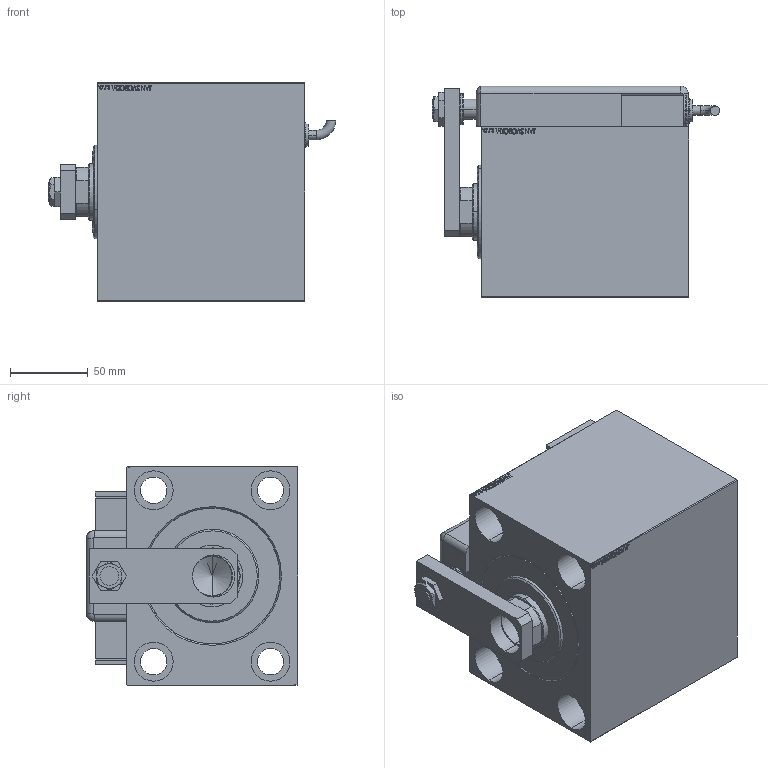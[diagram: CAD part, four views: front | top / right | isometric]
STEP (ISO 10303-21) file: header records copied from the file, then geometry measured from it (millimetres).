
FILE_DESCRIPTION (( 'STEP AP203' ), '1' );
FILE_NAME ('2dff.STEP', '2021-03-18T19:55:14', ( '' ), ( '' ), 'SwSTEP 2.0', 'SolidWorks 2019', '' );
FILE_SCHEMA (( 'CONFIG_CONTROL_DESIGN' ));
Length unit declared in the file: millimetre
Products named in the file (13): KRYT 35cf83f5d4479ac478c8acf647b6e28d; V450CM_C_VCP 35cf83f5d4479ac478c8acf647b6e28d; SWITCH Q 35cf83f5d4479ac478c8acf647b6e28d; 2dff; NUT_D13 35cf83f5d4479ac478c8acf647b6e28d; NUT_D19 35cf83f5d4479ac478c8acf647b6e28d; ZARAZKA_Q 35cf83f5d4479ac478c8acf647b6e28d; SWITCH_Q_FRONT_BACK 35cf83f5d4479ac478c8acf647b6e28d; V450CM_C 35cf83f5d4479ac478c8acf647b6e28d; TYC 35cf83f5d4479ac478c8acf647b6e28d; V450CM_VC_B 35cf83f5d4479ac478c8acf647b6e28d; MAGNETIC SWITCH Q 35cf83f5d4479ac478c8acf647b6e28d; SWITCH DIM A_G 35cf83f5d4479ac478c8acf647b6e28d
Assembly tree (13 placements, depth 3):
  2dff
    V450CM_C 35cf83f5d4479ac478c8acf647b6e28d
    V450CM_C_VCP 35cf83f5d4479ac478c8acf647b6e28d
    V450CM_VC_B 35cf83f5d4479ac478c8acf647b6e28d
    MAGNETIC SWITCH Q 35cf83f5d4479ac478c8acf647b6e28d
      SWITCH_Q_FRONT_BACK 35cf83f5d4479ac478c8acf647b6e28d
      TYC 35cf83f5d4479ac478c8acf647b6e28d
      ZARAZKA_Q 35cf83f5d4479ac478c8acf647b6e28d
      SWITCH DIM A_G 35cf83f5d4479ac478c8acf647b6e28d
      NUT_D19 35cf83f5d4479ac478c8acf647b6e28d
      NUT_D13 35cf83f5d4479ac478c8acf647b6e28d
      KRYT 35cf83f5d4479ac478c8acf647b6e28d
      SWITCH Q 35cf83f5d4479ac478c8acf647b6e28d  x2
Bounding box: 184.46 x 135.8 x 140 mm (x, y, z)
Volume: 1891624.5 mm3; surface area: 279194.2 mm2
Topology: 13 solids, 13 shells, 1247 faces, 3174 edges, 2095 vertices
Faces by surface type: plane 617, bspline 471, cylinder 113, cone 22, torus 22, sphere 2
Entity records: 59789 total; most frequent: CARTESIAN_POINT 32102, ORIENTED_EDGE 6152, DIRECTION 3904, EDGE_CURVE 3076, VERTEX_POINT 2035, VECTOR 1826, LINE 1826, EDGE_LOOP 1377
